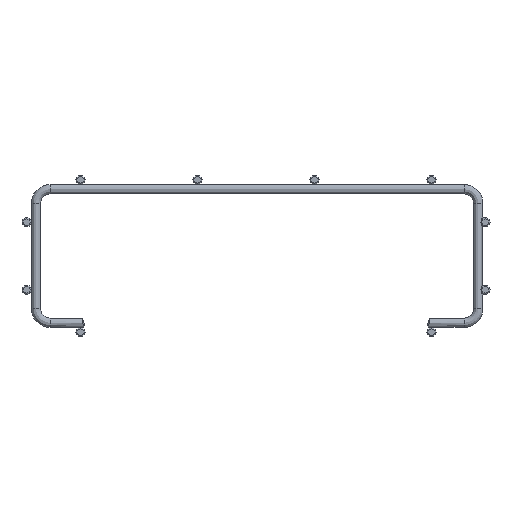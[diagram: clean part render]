
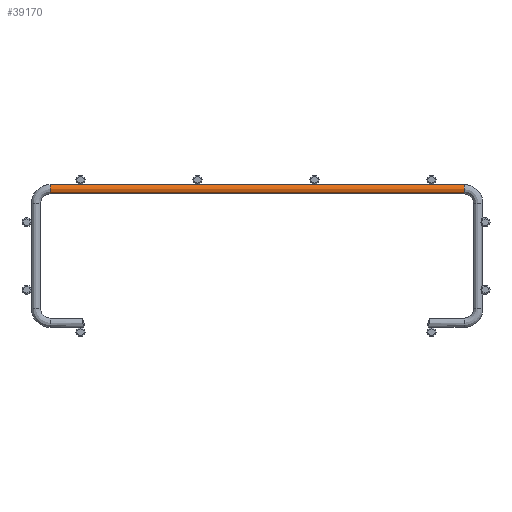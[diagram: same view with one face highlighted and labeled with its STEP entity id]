
A CAD part, front view. The second image highlights one B-rep face of the part: STEP entity #39170.
In plain terms, the highlighted cylindrical face has radius 2 mm (diameter 4 mm), a partial arc.
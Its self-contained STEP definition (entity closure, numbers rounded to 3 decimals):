
#15661=CARTESIAN_POINT('',(89.,-3002.,-2.));
#15662=DIRECTION('',(1.,0.,0.));
#15663=DIRECTION('',(0.,0.,1.));
#15664=AXIS2_PLACEMENT_3D('',#15661,#15662,#15663);
#15671=CARTESIAN_POINT('',(-88.,-3002.,-2.));
#15672=DIRECTION('',(1.,0.,0.));
#15673=DIRECTION('',(0.,0.,1.));
#15674=AXIS2_PLACEMENT_3D('',#15671,#15672,#15673);
#15676=DIRECTION('',(1.,0.,0.));
#15677=VECTOR('',#15676,177.);
#15678=CARTESIAN_POINT('',(-88.,-3002.,0.));
#15679=LINE('',#15678,#15677);
#15801=DIRECTION('',(1.,0.,0.));
#15802=VECTOR('',#15801,177.);
#15803=CARTESIAN_POINT('',(-88.,-3002.,-4.));
#15804=LINE('',#15803,#15802);
#17147=CARTESIAN_POINT('',(-88.,-3002.,-4.));
#17148=CARTESIAN_POINT('',(-88.,-3002.,0.));
#17149=VERTEX_POINT('',#17147);
#17150=VERTEX_POINT('',#17148);
#17151=CARTESIAN_POINT('',(89.,-3002.,-4.));
#17152=CARTESIAN_POINT('',(89.,-3002.,0.));
#17153=VERTEX_POINT('',#17151);
#17154=VERTEX_POINT('',#17152);
#39156=CARTESIAN_POINT('',(-88.,-3002.,-2.));
#39157=DIRECTION('',(1.,0.,0.));
#39158=DIRECTION('',(0.,0.,-1.));
#39159=AXIS2_PLACEMENT_3D('',#39156,#39157,#39158);
#39160=CYLINDRICAL_SURFACE('',#39159,2.);
#39162=ORIENTED_EDGE('',*,*,#39161,.F.);
#39164=ORIENTED_EDGE('',*,*,#39163,.T.);
#39165=ORIENTED_EDGE('',*,*,#39146,.T.);
#39167=ORIENTED_EDGE('',*,*,#39166,.F.);
#39168=EDGE_LOOP('',(#39162,#39164,#39165,#39167));
#39169=FACE_OUTER_BOUND('',#39168,.F.);
#39170=ADVANCED_FACE('',(#39169),#39160,.T.);
#15665=CIRCLE('',#15664,2.);
#15675=CIRCLE('',#15674,2.);
#39146=EDGE_CURVE('',#17154,#17153,#15665,.T.);
#39161=EDGE_CURVE('',#17150,#17149,#15675,.T.);
#39163=EDGE_CURVE('',#17150,#17154,#15679,.T.);
#39166=EDGE_CURVE('',#17149,#17153,#15804,.T.);
